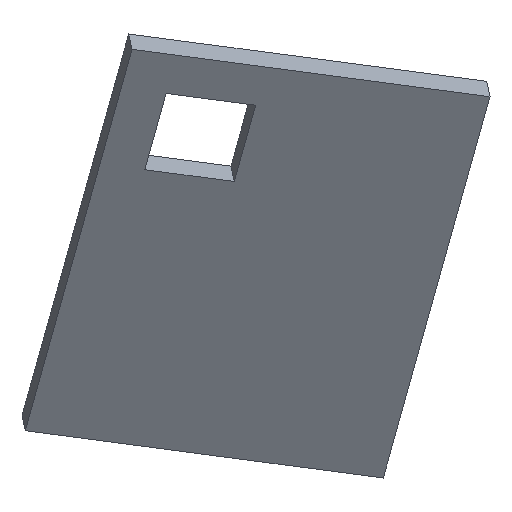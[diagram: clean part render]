
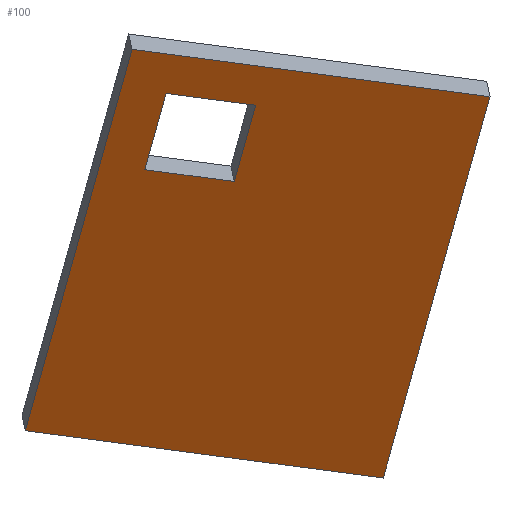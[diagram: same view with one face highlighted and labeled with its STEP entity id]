
A CAD part, top view. The second image highlights one B-rep face of the part: STEP entity #100.
In plain terms, the highlighted planar face has unit normal (0.12, -0.555, 0.823).
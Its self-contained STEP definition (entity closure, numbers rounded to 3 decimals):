
#27=CARTESIAN_POINT('',(21.331,-21.722,70.827));
#28=DIRECTION('',(0.12,-0.555,0.823));
#29=DIRECTION('',(0.966,-0.127,-0.226));
#30=AXIS2_PLACEMENT_3D('',#27,#28,#29);
#31=PLANE('',#30);
#32=CARTESIAN_POINT('',(7.997,-15.703,76.824));
#33=VERTEX_POINT('',#32);
#34=CARTESIAN_POINT('',(17.654,-16.975,74.561));
#35=VERTEX_POINT('',#34);
#36=CARTESIAN_POINT('',(7.997,-15.703,76.824));
#37=DIRECTION('',(0.966,-0.127,-0.226));
#38=VECTOR('',#37,10.);
#39=LINE('',#36,#38);
#40=EDGE_CURVE('',#33,#35,#39,.T.);
#41=ORIENTED_EDGE('',*,*,#40,.F.);
#42=CARTESIAN_POINT('',(10.3,-7.482,82.031));
#43=VERTEX_POINT('',#42);
#44=CARTESIAN_POINT('',(10.3,-7.482,82.031));
#45=DIRECTION('',(-0.23,-0.822,-0.521));
#46=VECTOR('',#45,10.);
#47=LINE('',#44,#46);
#48=EDGE_CURVE('',#43,#33,#47,.T.);
#49=ORIENTED_EDGE('',*,*,#48,.F.);
#50=CARTESIAN_POINT('',(19.957,-8.755,79.769));
#51=VERTEX_POINT('',#50);
#52=CARTESIAN_POINT('',(19.957,-8.755,79.769));
#53=DIRECTION('',(-0.966,0.127,0.226));
#54=VECTOR('',#53,10.);
#55=LINE('',#52,#54);
#56=EDGE_CURVE('',#51,#43,#55,.T.);
#57=ORIENTED_EDGE('',*,*,#56,.F.);
#58=CARTESIAN_POINT('',(17.654,-16.975,74.561));
#59=DIRECTION('',(0.23,0.822,0.521));
#60=VECTOR('',#59,10.);
#61=LINE('',#58,#60);
#62=EDGE_CURVE('',#35,#51,#61,.T.);
#63=ORIENTED_EDGE('',*,*,#62,.F.);
#64=EDGE_LOOP('',(#41,#49,#57,#63));
#65=FACE_BOUND('',#64,.T.);
#66=CARTESIAN_POINT('',(33.736,-48.929,50.681));
#67=VERTEX_POINT('',#66);
#68=CARTESIAN_POINT('',(-4.893,-43.839,59.73));
#69=VERTEX_POINT('',#68);
#70=CARTESIAN_POINT('',(33.736,-48.929,50.681));
#71=DIRECTION('',(-0.966,0.127,0.226));
#72=VECTOR('',#71,40.);
#73=LINE('',#70,#72);
#74=EDGE_CURVE('',#67,#69,#73,.T.);
#75=ORIENTED_EDGE('',*,*,#74,.F.);
#76=CARTESIAN_POINT('',(45.252,-7.826,76.717));
#77=VERTEX_POINT('',#76);
#78=CARTESIAN_POINT('',(45.252,-7.826,76.717));
#79=DIRECTION('',(-0.23,-0.822,-0.521));
#80=VECTOR('',#79,50.);
#81=LINE('',#78,#80);
#82=EDGE_CURVE('',#77,#67,#81,.T.);
#83=ORIENTED_EDGE('',*,*,#82,.F.);
#84=CARTESIAN_POINT('',(6.623,-2.735,85.766));
#85=VERTEX_POINT('',#84);
#86=CARTESIAN_POINT('',(6.623,-2.735,85.766));
#87=DIRECTION('',(0.966,-0.127,-0.226));
#88=VECTOR('',#87,40.);
#89=LINE('',#86,#88);
#90=EDGE_CURVE('',#85,#77,#89,.T.);
#91=ORIENTED_EDGE('',*,*,#90,.F.);
#92=CARTESIAN_POINT('',(-4.893,-43.839,59.73));
#93=DIRECTION('',(0.23,0.822,0.521));
#94=VECTOR('',#93,50.);
#95=LINE('',#92,#94);
#96=EDGE_CURVE('',#69,#85,#95,.T.);
#97=ORIENTED_EDGE('',*,*,#96,.F.);
#98=EDGE_LOOP('',(#75,#83,#91,#97));
#99=FACE_BOUND('',#98,.T.);
#100=ADVANCED_FACE('',(#65,#99),#31,.T.);
